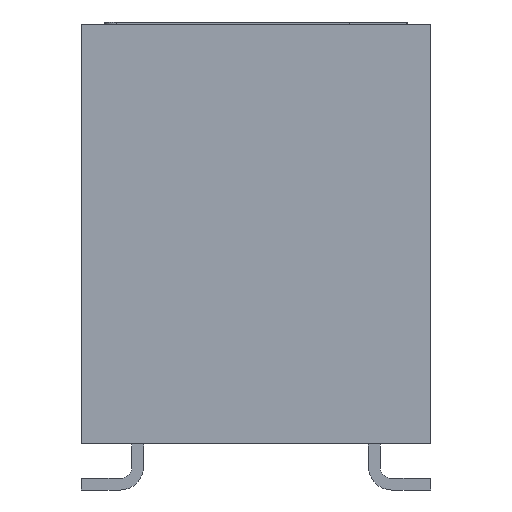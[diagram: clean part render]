
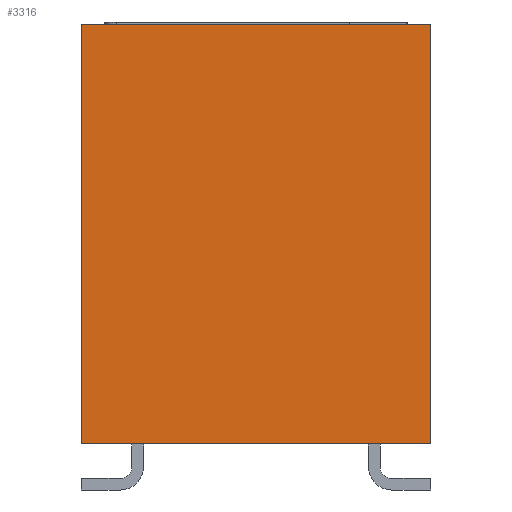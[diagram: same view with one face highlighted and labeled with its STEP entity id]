
A CAD part, front view. The second image highlights one B-rep face of the part: STEP entity #3316.
In plain terms, the highlighted planar face has unit normal (0, -1, 0).
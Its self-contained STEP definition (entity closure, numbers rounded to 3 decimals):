
#2486 = VERTEX_POINT('',#2487);
#2487 = CARTESIAN_POINT('',(3.75,-8.75,1.));
#2502 = VERTEX_POINT('',#2503);
#2503 = CARTESIAN_POINT('',(-3.75,-8.75,1.));
#2509 = EDGE_CURVE('',#2486,#2502,#2510,.T.);
#2510 = LINE('',#2511,#2512);
#2511 = CARTESIAN_POINT('',(3.75,-8.75,1.));
#2512 = VECTOR('',#2513,1.);
#2513 = DIRECTION('',(-1.,0.,0.));
#3275 = VERTEX_POINT('',#3276);
#3276 = CARTESIAN_POINT('',(3.75,-8.75,10.));
#3282 = EDGE_CURVE('',#2486,#3275,#3283,.T.);
#3283 = LINE('',#3284,#3285);
#3284 = CARTESIAN_POINT('',(3.75,-8.75,0.));
#3285 = VECTOR('',#3286,1.);
#3286 = DIRECTION('',(0.,0.,1.));
#3316 = ADVANCED_FACE('',(#3317),#3335,.T.);
#3317 = FACE_BOUND('',#3318,.T.);
#3318 = EDGE_LOOP('',(#3319,#3320,#3321,#3329));
#3319 = ORIENTED_EDGE('',*,*,#2509,.F.);
#3320 = ORIENTED_EDGE('',*,*,#3282,.T.);
#3321 = ORIENTED_EDGE('',*,*,#3322,.T.);
#3322 = EDGE_CURVE('',#3275,#3323,#3325,.T.);
#3323 = VERTEX_POINT('',#3324);
#3324 = CARTESIAN_POINT('',(-3.75,-8.75,10.));
#3325 = LINE('',#3326,#3327);
#3326 = CARTESIAN_POINT('',(3.75,-8.75,10.));
#3327 = VECTOR('',#3328,1.);
#3328 = DIRECTION('',(-1.,0.,0.));
#3329 = ORIENTED_EDGE('',*,*,#3330,.F.);
#3330 = EDGE_CURVE('',#2502,#3323,#3331,.T.);
#3331 = LINE('',#3332,#3333);
#3332 = CARTESIAN_POINT('',(-3.75,-8.75,0.));
#3333 = VECTOR('',#3334,1.);
#3334 = DIRECTION('',(0.,0.,1.));
#3335 = PLANE('',#3336);
#3336 = AXIS2_PLACEMENT_3D('',#3337,#3338,#3339);
#3337 = CARTESIAN_POINT('',(3.75,-8.75,0.));
#3338 = DIRECTION('',(0.,-1.,0.));
#3339 = DIRECTION('',(-1.,0.,0.));
